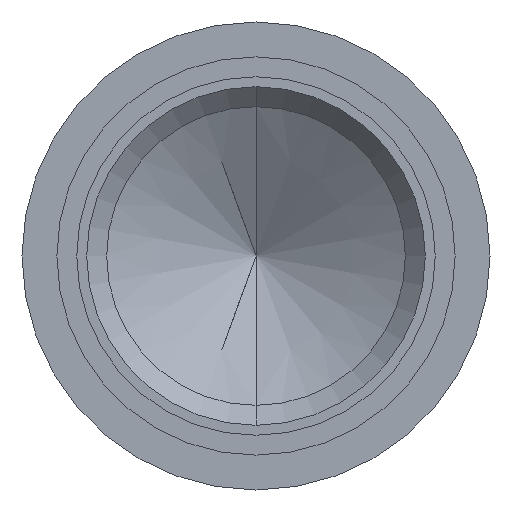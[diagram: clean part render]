
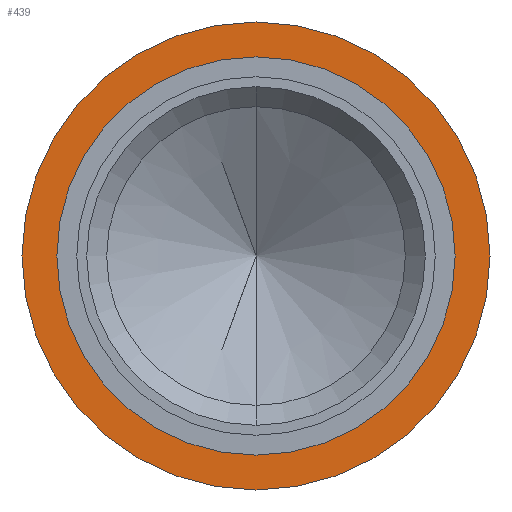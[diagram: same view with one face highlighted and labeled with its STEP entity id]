
A CAD part, front view. The second image highlights one B-rep face of the part: STEP entity #439.
In plain terms, the highlighted planar face has unit normal (0, -1, 0).
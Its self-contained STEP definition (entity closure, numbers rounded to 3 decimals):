
#7 = DIRECTION ( 'NONE',  ( 1., 0., 0. ) ) ;
#38 = EDGE_CURVE ( 'NONE', #688, #382, #152, .T. ) ;
#40 = ORIENTED_EDGE ( 'NONE', *, *, #579, .F. ) ;
#46 = VERTEX_POINT ( 'NONE', #415 ) ;
#91 = CARTESIAN_POINT ( 'NONE',  ( 0., -7.47, 0. ) ) ;
#135 = DIRECTION ( 'NONE',  ( 0., -1., 0. ) ) ;
#152 = CIRCLE ( 'NONE', #467, 1.175 ) ;
#202 = CARTESIAN_POINT ( 'NONE',  ( 0., -7.47, 0. ) ) ;
#242 = EDGE_CURVE ( 'NONE', #46, #641, #811, .T. ) ;
#266 = AXIS2_PLACEMENT_3D ( 'NONE', #202, #135, #333 ) ;
#279 = DIRECTION ( 'NONE',  ( 1., 0., 0. ) ) ;
#304 = EDGE_LOOP ( 'NONE', ( #780, #319 ) ) ;
#319 = ORIENTED_EDGE ( 'NONE', *, *, #38, .T. ) ;
#325 = CARTESIAN_POINT ( 'NONE',  ( 0., -7.47, 0. ) ) ;
#333 = DIRECTION ( 'NONE',  ( 1., 0., 0. ) ) ;
#375 = DIRECTION ( 'NONE',  ( 0., 1., 0. ) ) ;
#382 = VERTEX_POINT ( 'NONE', #419 ) ;
#383 = AXIS2_PLACEMENT_3D ( 'NONE', #91, #739, #856 ) ;
#386 = CARTESIAN_POINT ( 'NONE',  ( -1.175, -7.47, 0. ) ) ;
#406 = DIRECTION ( 'NONE',  ( 0., -1., 0. ) ) ;
#409 = DIRECTION ( 'NONE',  ( 0., -1., 0. ) ) ;
#415 = CARTESIAN_POINT ( 'NONE',  ( -1., -7.47, 0. ) ) ;
#419 = CARTESIAN_POINT ( 'NONE',  ( 1.175, -7.47, 0. ) ) ;
#439 = ADVANCED_FACE ( 'NONE', ( #556, #789 ), #578, .F. ) ;
#463 = CIRCLE ( 'NONE', #383, 1. ) ;
#467 = AXIS2_PLACEMENT_3D ( 'NONE', #752, #409, #7 ) ;
#528 = EDGE_LOOP ( 'NONE', ( #40, #745 ) ) ;
#556 = FACE_BOUND ( 'NONE', #528, .T. ) ;
#573 = DIRECTION ( 'NONE',  ( -1., 0., 0. ) ) ;
#578 = PLANE ( 'NONE',  #737 ) ;
#579 = EDGE_CURVE ( 'NONE', #641, #46, #463, .T. ) ;
#641 = VERTEX_POINT ( 'NONE', #726 ) ;
#675 = CIRCLE ( 'NONE', #855, 1.175 ) ;
#688 = VERTEX_POINT ( 'NONE', #386 ) ;
#726 = CARTESIAN_POINT ( 'NONE',  ( 1., -7.47, 0. ) ) ;
#736 = EDGE_CURVE ( 'NONE', #382, #688, #675, .T. ) ;
#737 = AXIS2_PLACEMENT_3D ( 'NONE', #785, #375, #573 ) ;
#739 = DIRECTION ( 'NONE',  ( 0., -1., 0. ) ) ;
#745 = ORIENTED_EDGE ( 'NONE', *, *, #242, .F. ) ;
#752 = CARTESIAN_POINT ( 'NONE',  ( 0., -7.47, 0. ) ) ;
#780 = ORIENTED_EDGE ( 'NONE', *, *, #736, .T. ) ;
#785 = CARTESIAN_POINT ( 'NONE',  ( -1.175, -7.47, 0. ) ) ;
#789 = FACE_OUTER_BOUND ( 'NONE', #304, .T. ) ;
#811 = CIRCLE ( 'NONE', #266, 1. ) ;
#855 = AXIS2_PLACEMENT_3D ( 'NONE', #325, #406, #279 ) ;
#856 = DIRECTION ( 'NONE',  ( 1., 0., 0. ) ) ;
